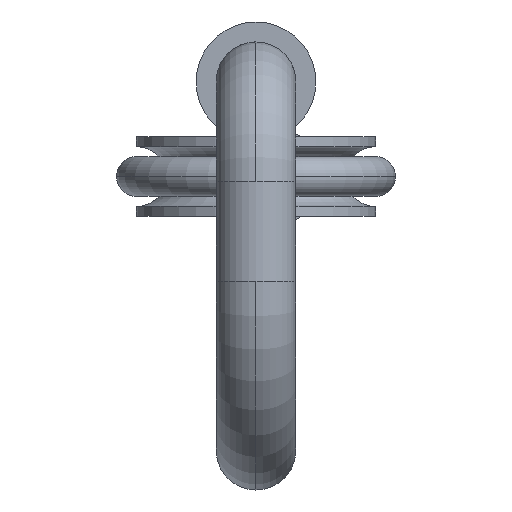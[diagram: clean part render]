
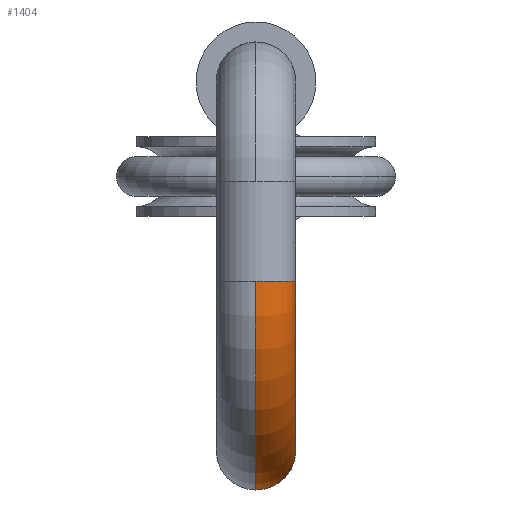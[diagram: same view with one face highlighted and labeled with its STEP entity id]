
A CAD part, left-side view. The second image highlights one B-rep face of the part: STEP entity #1404.
In plain terms, the highlighted toroidal (fillet/blend) face has major radius 17 mm and minor radius 4 mm.
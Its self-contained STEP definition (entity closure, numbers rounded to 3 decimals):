
#9 = VERTEX_POINT ( 'NONE', #3163 ) ;
#29 = DIRECTION ( 'NONE',  ( 0., 0., 1. ) ) ;
#138 = DIRECTION ( 'NONE',  ( 1., 0., 0. ) ) ;
#340 = DIRECTION ( 'NONE',  ( 0., -1., 0. ) ) ;
#579 = DIRECTION ( 'NONE',  ( 0., 0., 1. ) ) ;
#789 = CARTESIAN_POINT ( 'NONE',  ( 56., 10.5, 0. ) ) ;
#896 = FACE_OUTER_BOUND ( 'NONE', #2031, .T. ) ;
#971 = DIRECTION ( 'NONE',  ( 1., 0., 0. ) ) ;
#999 = DIRECTION ( 'NONE',  ( 1., 0., 0. ) ) ;
#1067 = CARTESIAN_POINT ( 'NONE',  ( 36.098, 26.036, 0. ) ) ;
#1074 = CIRCLE ( 'NONE', #2983, 21. ) ;
#1142 = ORIENTED_EDGE ( 'NONE', *, *, #3655, .T. ) ;
#1178 = ORIENTED_EDGE ( 'NONE', *, *, #1321, .F. ) ;
#1321 = EDGE_CURVE ( 'NONE', #3749, #2166, #3623, .T. ) ;
#1361 = DIRECTION ( 'NONE',  ( 0.914, 0.406, 0. ) ) ;
#1404 = ADVANCED_FACE ( 'NONE', ( #896 ), #2290, .T. ) ;
#1671 = AXIS2_PLACEMENT_3D ( 'NONE', #2370, #340, #3433 ) ;
#1830 = CARTESIAN_POINT ( 'NONE',  ( 43., 10.5, 0. ) ) ;
#1849 = ORIENTED_EDGE ( 'NONE', *, *, #3336, .F. ) ;
#1906 = CARTESIAN_POINT ( 'NONE',  ( 34.475, 29.692, 0. ) ) ;
#1949 = CIRCLE ( 'NONE', #1671, 4. ) ;
#2016 = CARTESIAN_POINT ( 'NONE',  ( 43., 10.5, 0. ) ) ;
#2031 = EDGE_LOOP ( 'NONE', ( #1849, #2537, #1142, #1178, #4295 ) ) ;
#2166 = VERTEX_POINT ( 'NONE', #2880 ) ;
#2232 = AXIS2_PLACEMENT_3D ( 'NONE', #3323, #2577, #579 ) ;
#2290 = TOROIDAL_SURFACE ( 'NONE', #3978, 17., 4. ) ;
#2326 = CARTESIAN_POINT ( 'NONE',  ( 43., 10.5, 0. ) ) ;
#2370 = CARTESIAN_POINT ( 'NONE',  ( 60., 10.5, 0. ) ) ;
#2468 = EDGE_CURVE ( 'NONE', #9, #3449, #1074, .T. ) ;
#2537 = ORIENTED_EDGE ( 'NONE', *, *, #2468, .T. ) ;
#2577 = DIRECTION ( 'NONE',  ( 0., -1., 0. ) ) ;
#2608 = CARTESIAN_POINT ( 'NONE',  ( 60., 10.5, 4. ) ) ;
#2662 = DIRECTION ( 'NONE',  ( 0., 0., 1. ) ) ;
#2682 = CIRCLE ( 'NONE', #2232, 4. ) ;
#2830 = EDGE_CURVE ( 'NONE', #3904, #3749, #1949, .T. ) ;
#2880 = CARTESIAN_POINT ( 'NONE',  ( 37.722, 22.38, 0. ) ) ;
#2926 = AXIS2_PLACEMENT_3D ( 'NONE', #1067, #1361, #29 ) ;
#2953 = CIRCLE ( 'NONE', #2926, 4. ) ;
#2983 = AXIS2_PLACEMENT_3D ( 'NONE', #1830, #4259, #138 ) ;
#3163 = CARTESIAN_POINT ( 'NONE',  ( 64., 10.5, 0. ) ) ;
#3323 = CARTESIAN_POINT ( 'NONE',  ( 60., 10.5, 0. ) ) ;
#3336 = EDGE_CURVE ( 'NONE', #9, #3904, #2682, .T. ) ;
#3433 = DIRECTION ( 'NONE',  ( 0., 0., 1. ) ) ;
#3449 = VERTEX_POINT ( 'NONE', #1906 ) ;
#3501 = AXIS2_PLACEMENT_3D ( 'NONE', #2016, #2662, #971 ) ;
#3623 = CIRCLE ( 'NONE', #3501, 13. ) ;
#3655 = EDGE_CURVE ( 'NONE', #3449, #2166, #2953, .T. ) ;
#3749 = VERTEX_POINT ( 'NONE', #789 ) ;
#3760 = DIRECTION ( 'NONE',  ( 0., 0., 1. ) ) ;
#3904 = VERTEX_POINT ( 'NONE', #2608 ) ;
#3978 = AXIS2_PLACEMENT_3D ( 'NONE', #2326, #3760, #999 ) ;
#4259 = DIRECTION ( 'NONE',  ( 0., 0., 1. ) ) ;
#4295 = ORIENTED_EDGE ( 'NONE', *, *, #2830, .F. ) ;
